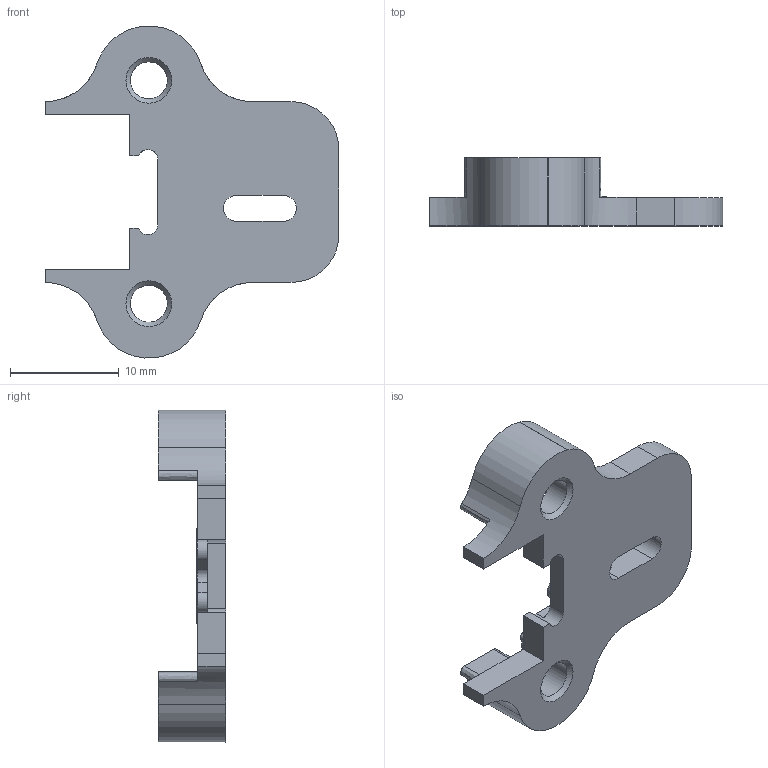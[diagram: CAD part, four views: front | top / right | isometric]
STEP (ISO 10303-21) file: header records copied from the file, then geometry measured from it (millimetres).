
FILE_DESCRIPTION(/* description */ (''),/* implementation_level */ '2;1');
FILE_NAME(/* name */ 'Zakrywka.step',/* time_stamp */ '2024-06-11T00:03:09+02:00',/* author */ (''),/* organization */ (''),/* preprocessor_version */ 'ST-DEVELOPER v20',/* originating_system */ 'Autodesk Translation Framework v13.14.0.145',/* authorisation */ '');
FILE_SCHEMA (('AUTOMOTIVE_DESIGN { 1 0 10303 214 3 1 1 }'));
Length unit declared in the file: millimetre
Products named in the file (1): Zakrywka
Bounding box: 26.98 x 6.24 x 30.48 mm (x, y, z)
Volume: 1311.7 mm3; surface area: 1596.1 mm2
Topology: 2 solids, 2 shells, 90 faces, 270 edges, 182 vertices
Faces by surface type: plane 45, cylinder 35, bspline 8, cone 2
Full cylindrical faces by diameter (mm): 3.4 x2
Entity records: 3441 total; most frequent: CARTESIAN_POINT 959, ORIENTED_EDGE 540, DIRECTION 491, EDGE_CURVE 270, VERTEX_POINT 182, AXIS2_PLACEMENT_3D 170, LINE 151, VECTOR 151
